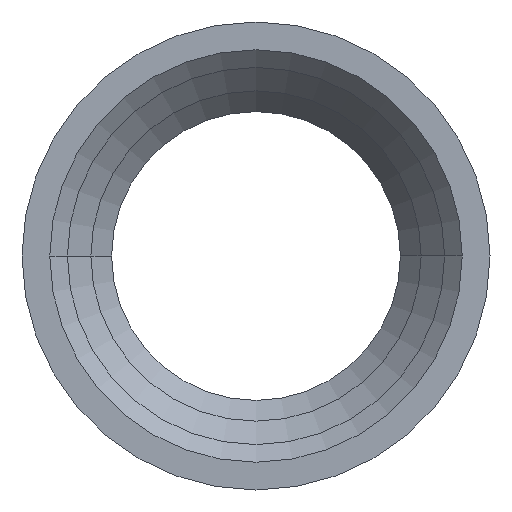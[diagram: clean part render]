
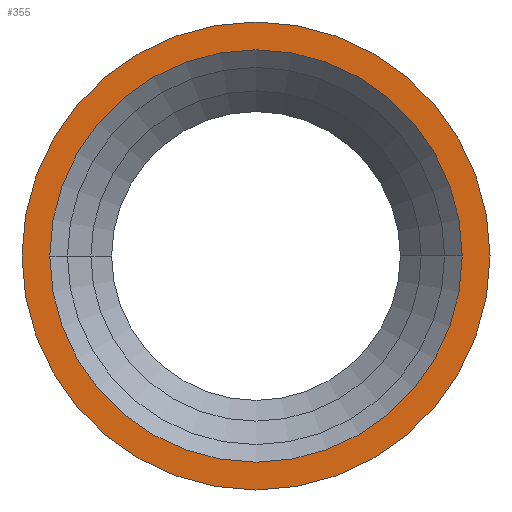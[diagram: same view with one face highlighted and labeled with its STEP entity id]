
A CAD part, left-side view. The second image highlights one B-rep face of the part: STEP entity #355.
In plain terms, the highlighted planar face has unit normal (-1, 0, 0).
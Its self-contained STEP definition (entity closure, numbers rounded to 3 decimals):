
#155 = EDGE_CURVE( '', #375, #341, #418, .T. );
#233 = VERTEX_POINT( '', #507 );
#263 = EDGE_CURVE( '', #341, #375, #540, .T. );
#309 = VERTEX_POINT( '', #590 );
#341 = VERTEX_POINT( '', #625 );
#355 = ADVANCED_FACE( '', ( #641, #642 ), #643, .T. );
#357 = EDGE_CURVE( '', #233, #309, #645, .T. );
#361 = EDGE_CURVE( '', #309, #233, #649, .T. );
#375 = VERTEX_POINT( '', #666 );
#418 = CIRCLE( '', #707, 225. );
#507 = CARTESIAN_POINT( '', ( 0., -198.3, 0. ) );
#540 = CIRCLE( '', #865, 225. );
#590 = CARTESIAN_POINT( '', ( 0., 198.3, 0. ) );
#625 = CARTESIAN_POINT( '', ( 0., 225., 0. ) );
#641 = FACE_BOUND( '', #997, .T. );
#642 = FACE_OUTER_BOUND( '', #998, .T. );
#643 = PLANE( '', #999 );
#645 = CIRCLE( '', #1002, 198.3 );
#649 = CIRCLE( '', #1008, 198.3 );
#666 = CARTESIAN_POINT( '', ( 0., -225., 0. ) );
#707 = AXIS2_PLACEMENT_3D( '', #1073, #1074, #1075 );
#865 = AXIS2_PLACEMENT_3D( '', #1238, #1239, #1240 );
#997 = EDGE_LOOP( '', ( #1351, #1352 ) );
#998 = EDGE_LOOP( '', ( #1353, #1354 ) );
#999 = AXIS2_PLACEMENT_3D( '', #1355, #1356, #1357 );
#1002 = AXIS2_PLACEMENT_3D( '', #1358, #1359, #1360 );
#1008 = AXIS2_PLACEMENT_3D( '', #1364, #1365, #1366 );
#1073 = CARTESIAN_POINT( '', ( 0., 0., 0. ) );
#1074 = DIRECTION( '', ( -1., 0., 0. ) );
#1075 = DIRECTION( '', ( 0., 1., 0. ) );
#1238 = CARTESIAN_POINT( '', ( 0., 0., 0. ) );
#1239 = DIRECTION( '', ( -1., 0., 0. ) );
#1240 = DIRECTION( '', ( 0., 1., 0. ) );
#1351 = ORIENTED_EDGE( '', *, *, #361, .F. );
#1352 = ORIENTED_EDGE( '', *, *, #357, .F. );
#1353 = ORIENTED_EDGE( '', *, *, #263, .T. );
#1354 = ORIENTED_EDGE( '', *, *, #155, .T. );
#1355 = CARTESIAN_POINT( '', ( 0., 211.65, 0. ) );
#1356 = DIRECTION( '', ( -1., 0., 0. ) );
#1357 = DIRECTION( '', ( 0., 1., 0. ) );
#1358 = CARTESIAN_POINT( '', ( 0., 0., 0. ) );
#1359 = DIRECTION( '', ( -1., 0., 0. ) );
#1360 = DIRECTION( '', ( 0., 1., 0. ) );
#1364 = CARTESIAN_POINT( '', ( 0., 0., 0. ) );
#1365 = DIRECTION( '', ( -1., 0., 0. ) );
#1366 = DIRECTION( '', ( 0., 1., 0. ) );
